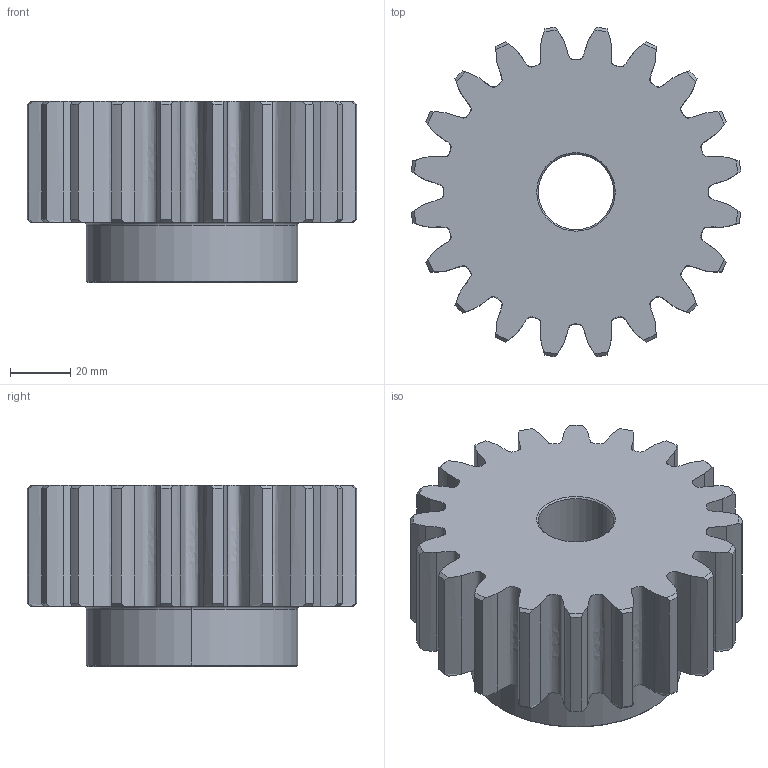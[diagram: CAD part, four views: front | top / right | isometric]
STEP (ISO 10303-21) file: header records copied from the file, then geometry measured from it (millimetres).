
FILE_DESCRIPTION (( 'STEP AP203' ), '1' );
FILE_NAME ('111-050-420.STEP', '2010-06-10T12:02:49', ( 'WMH Herion Antriebstechnik GmbH' ), ( 'WMH Herion Antriebstechnik GmbH' ), 'SwSTEP 2.0', 'SolidWorks 2010', '' );
FILE_SCHEMA (( 'CONFIG_CONTROL_DESIGN' ));
Length unit declared in the file: millimetre
Products named in the file (1): 111-050-420
Bounding box: 109.14 x 109.14 x 60 mm (x, y, z)
Volume: 359312.9 mm3; surface area: 47718.7 mm2
Topology: 1 solids, 1 shells, 135 faces, 388 edges, 256 vertices
Faces by surface type: bspline 60, cone 46, cylinder 24, plane 3, torus 2
Entity records: 6257 total; most frequent: CARTESIAN_POINT 3120, ORIENTED_EDGE 776, DIRECTION 438, EDGE_CURVE 388, VERTEX_POINT 256, B_SPLINE_CURVE_WITH_KNOTS 200, AXIS2_PLACEMENT_3D 174, EDGE_LOOP 138
